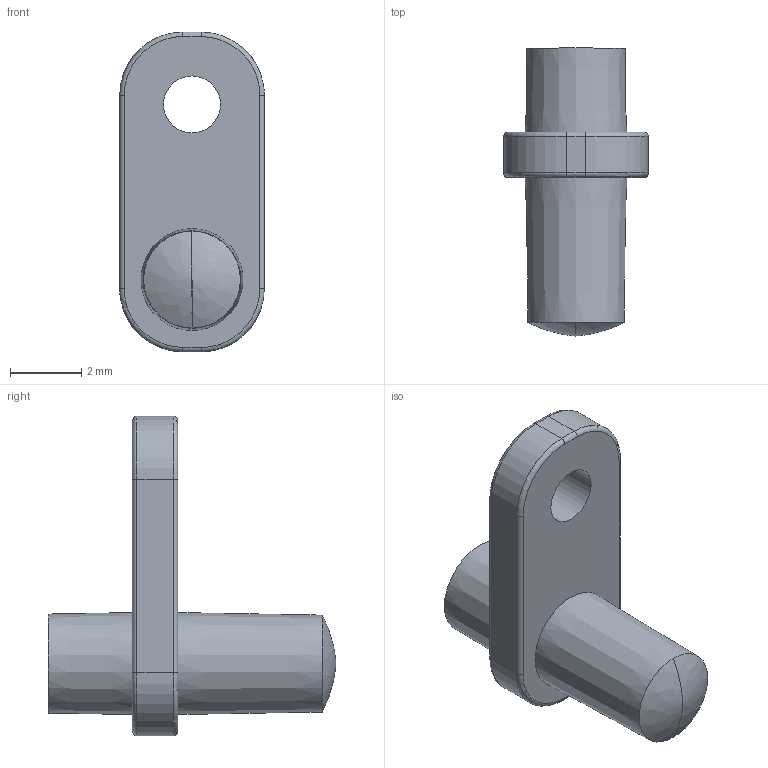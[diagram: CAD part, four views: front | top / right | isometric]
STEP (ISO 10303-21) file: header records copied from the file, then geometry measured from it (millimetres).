
FILE_DESCRIPTION(/* description */ (''),/* implementation_level */ '2;1');
FILE_NAME(/* name */ 'RX LED.ipt.step',/* time_stamp */ '2020-04-16T23:12:22-04:00',/* author */ ('Jordan'),/* organization */ (''),/* preprocessor_version */ 'ST-DEVELOPER v17',/* originating_system */ 'Autodesk Inventor 2019',/* authorisation */ '');
FILE_SCHEMA (('AUTOMOTIVE_DESIGN { 1 0 10303 214 3 1 1 }'));
Length unit declared in the file: inch
Products named in the file (1): RX LED
Bounding box: 4.06 x 8.08 x 8.98 mm (x, y, z)
Volume: 79.1 mm3; surface area: 155.6 mm2
Topology: 1 solids, 1 shells, 34 faces, 82 edges, 48 vertices
Faces by surface type: cylinder 13, torus 8, plane 7, bspline 3, cone 2, sphere 1
Full cylindrical faces by diameter (mm): 1.6 x1
Entity records: 1252 total; most frequent: CARTESIAN_POINT 396, DIRECTION 185, ORIENTED_EDGE 156, AXIS2_PLACEMENT_3D 79, EDGE_CURVE 78, VERTEX_POINT 49, CIRCLE 47, EDGE_LOOP 39
